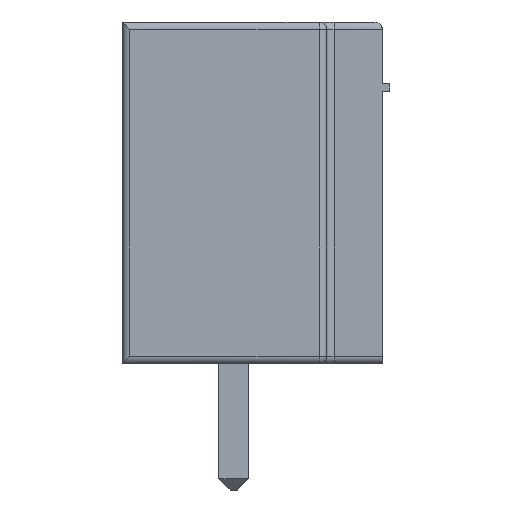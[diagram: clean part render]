
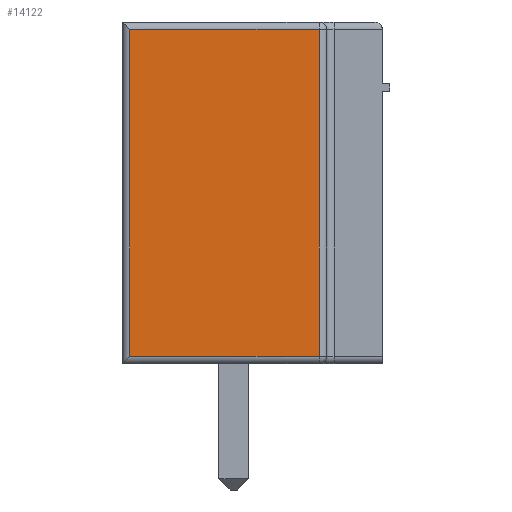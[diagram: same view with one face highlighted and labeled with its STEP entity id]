
A CAD part, left-side view. The second image highlights one B-rep face of the part: STEP entity #14122.
In plain terms, the highlighted planar face has unit normal (-1, 0, 0).
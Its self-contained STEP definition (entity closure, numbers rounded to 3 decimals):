
#26 = CARTESIAN_POINT ( 'NONE',  ( -12.815, -2.3, 9. ) ) ;
#53 = PLANE ( 'NONE',  #25782 ) ;
#1047 = EDGE_CURVE ( 'NONE', #5450, #15333, #22795, .T. ) ;
#1207 = ORIENTED_EDGE ( 'NONE', *, *, #19341, .T. ) ;
#1709 = VERTEX_POINT ( 'NONE', #25850 ) ;
#2227 = DIRECTION ( 'NONE',  ( 0., 0., -1. ) ) ;
#2631 = EDGE_CURVE ( 'NONE', #4241, #5450, #15797, .T. ) ;
#3611 = EDGE_CURVE ( 'NONE', #15333, #1709, #15673, .T. ) ;
#4241 = VERTEX_POINT ( 'NONE', #26 ) ;
#5450 = VERTEX_POINT ( 'NONE', #16330 ) ;
#8855 = VECTOR ( 'NONE', #18434, 1000. ) ;
#9838 = ORIENTED_EDGE ( 'NONE', *, *, #3611, .T. ) ;
#11713 = VECTOR ( 'NONE', #2227, 1000. ) ;
#13079 = CARTESIAN_POINT ( 'NONE',  ( -12.815, 3., 9.2 ) ) ;
#13202 = DIRECTION ( 'NONE',  ( 1., 0., 0. ) ) ;
#13818 = CARTESIAN_POINT ( 'NONE',  ( -12.815, 3., 0.2 ) ) ;
#14122 = ADVANCED_FACE ( 'NONE', ( #18950 ), #53, .F. ) ;
#15102 = EDGE_LOOP ( 'NONE', ( #19798, #21382, #9838, #1207 ) ) ;
#15333 = VERTEX_POINT ( 'NONE', #26129 ) ;
#15673 = LINE ( 'NONE', #13818, #21819 ) ;
#15797 = LINE ( 'NONE', #17673, #15806 ) ;
#15806 = VECTOR ( 'NONE', #21595, 1000. ) ;
#16330 = CARTESIAN_POINT ( 'NONE',  ( -12.815, 2.8, 9. ) ) ;
#16564 = CARTESIAN_POINT ( 'NONE',  ( -12.815, -2.3, 9.2 ) ) ;
#17673 = CARTESIAN_POINT ( 'NONE',  ( -12.815, 3., 9. ) ) ;
#18434 = DIRECTION ( 'NONE',  ( 0., 0., 1. ) ) ;
#18950 = FACE_OUTER_BOUND ( 'NONE', #15102, .T. ) ;
#19341 = EDGE_CURVE ( 'NONE', #1709, #4241, #20470, .T. ) ;
#19798 = ORIENTED_EDGE ( 'NONE', *, *, #2631, .T. ) ;
#20470 = LINE ( 'NONE', #16564, #8855 ) ;
#21382 = ORIENTED_EDGE ( 'NONE', *, *, #1047, .T. ) ;
#21595 = DIRECTION ( 'NONE',  ( 0., 1., 0. ) ) ;
#21819 = VECTOR ( 'NONE', #22000, 1000. ) ;
#22000 = DIRECTION ( 'NONE',  ( 0., -1., 0. ) ) ;
#22795 = LINE ( 'NONE', #26594, #11713 ) ;
#23530 = DIRECTION ( 'NONE',  ( 0., 0., -1. ) ) ;
#25782 = AXIS2_PLACEMENT_3D ( 'NONE', #13079, #13202, #23530 ) ;
#25850 = CARTESIAN_POINT ( 'NONE',  ( -12.815, -2.3, 0.2 ) ) ;
#26129 = CARTESIAN_POINT ( 'NONE',  ( -12.815, 2.8, 0.2 ) ) ;
#26594 = CARTESIAN_POINT ( 'NONE',  ( -12.815, 2.8, 9.2 ) ) ;
